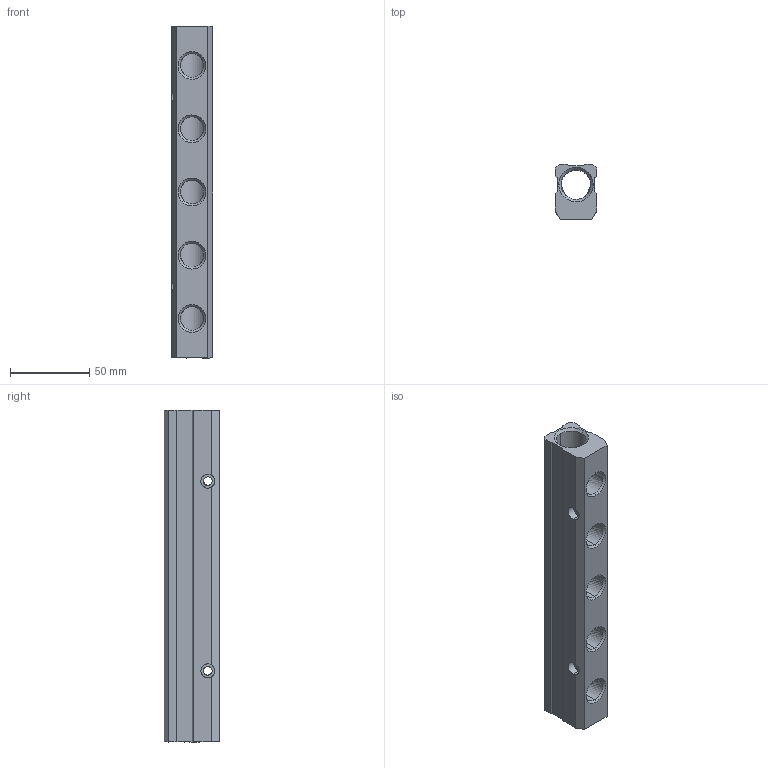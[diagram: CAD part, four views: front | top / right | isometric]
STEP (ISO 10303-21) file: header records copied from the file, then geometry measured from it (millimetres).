
FILE_DESCRIPTION (( 'STEP AP214' ), '1' );
FILE_NAME ('DRF.2F04.5F03.STEP', '2018-09-05T10:25:08', ( '' ), ( '' ), 'SwSTEP 2.0', 'SolidWorks 2018', '' );
FILE_SCHEMA (( 'AUTOMOTIVE_DESIGN' ));
Length unit declared in the file: millimetre
Products named in the file (1): DRF.2F04.5F03
Bounding box: 26 x 35 x 210 mm (x, y, z)
Volume: 107968.5 mm3; surface area: 40325.7 mm2
Topology: 1 solids, 1 shells, 62 faces, 184 edges, 122 vertices
Faces by surface type: bspline 62
Entity records: 4045 total; most frequent: CARTESIAN_POINT 2949, ORIENTED_EDGE 368, EDGE_CURVE 184, B_SPLINE_CURVE_WITH_KNOTS 143, VERTEX_POINT 122, EDGE_LOOP 76, FACE_OUTER_BOUND 62, ADVANCED_FACE 62
